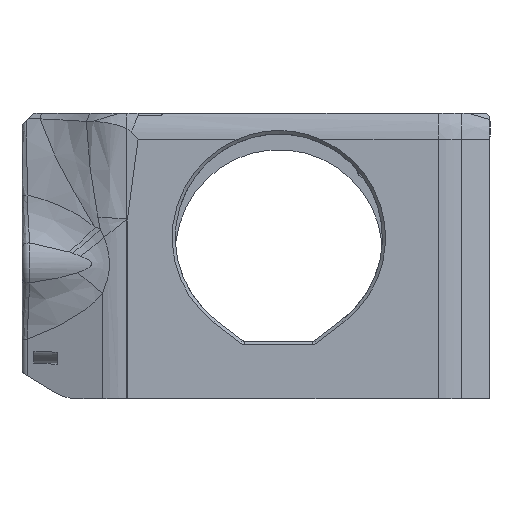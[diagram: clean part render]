
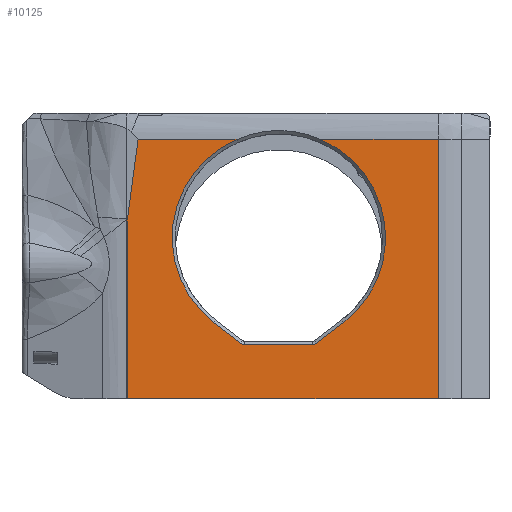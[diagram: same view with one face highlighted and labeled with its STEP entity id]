
A CAD part, left-side view. The second image highlights one B-rep face of the part: STEP entity #10125.
In plain terms, the highlighted planar face has unit normal (-1, 0, 0).
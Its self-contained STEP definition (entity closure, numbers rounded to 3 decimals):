
#470=B_SPLINE_CURVE_WITH_KNOTS('',3,(#18876,#18877,#18878,#18879,#18880,
#18881,#18882,#18883,#18884,#18885,#18886,#18887,#18888,#18889,#18890,#18891,
#18892,#18893,#18894,#18895,#18896,#18897),.UNSPECIFIED.,.F.,.F.,(4,3,3,
3,3,3,3,4),(0.004,0.008,0.009,
0.009,0.011,0.012,0.012,
0.015),.UNSPECIFIED.);
#1509=CIRCLE('',#10990,13.65);
#1511=CIRCLE('',#10994,0.8);
#1513=CIRCLE('',#10998,0.8);
#1516=CIRCLE('',#11003,13.65);
#2147=FACE_OUTER_BOUND('',#2795,.T.);
#2795=EDGE_LOOP('',(#8908,#8909,#8910,#8911,#8912,#8913,#8914,#8915,#8916,
#8917,#8918,#8919,#8920));
#3101=LINE('',#18794,#3573);
#3213=LINE('',#37426,#3685);
#3217=LINE('',#37438,#3689);
#3223=LINE('',#37453,#3695);
#3266=LINE('',#37651,#3738);
#3267=LINE('',#37652,#3739);
#3269=LINE('',#37683,#3741);
#3270=LINE('',#37684,#3742);
#3573=VECTOR('',#12289,1000.);
#3685=VECTOR('',#13059,1000.);
#3689=VECTOR('',#13071,1000.);
#3695=VECTOR('',#13085,1000.);
#3738=VECTOR('',#13206,1000.);
#3739=VECTOR('',#13207,1000.);
#3741=VECTOR('',#13215,1000.);
#3742=VECTOR('',#13216,1000.);
#4227=VERTEX_POINT('',#18791);
#4228=VERTEX_POINT('',#18793);
#4230=VERTEX_POINT('',#18875);
#4657=VERTEX_POINT('',#37382);
#4660=VERTEX_POINT('',#37400);
#4661=VERTEX_POINT('',#37419);
#4663=VERTEX_POINT('',#37425);
#4665=VERTEX_POINT('',#37431);
#4667=VERTEX_POINT('',#37437);
#4669=VERTEX_POINT('',#37443);
#4671=VERTEX_POINT('',#37449);
#4711=VERTEX_POINT('',#37645);
#4714=VERTEX_POINT('',#37682);
#5386=EDGE_CURVE('',#4227,#4228,#3101,.T.);
#5392=EDGE_CURVE('',#4230,#4228,#470,.T.);
#6106=EDGE_CURVE('',#4661,#4657,#1509,.T.);
#6109=EDGE_CURVE('',#4663,#4661,#3213,.T.);
#6112=EDGE_CURVE('',#4665,#4663,#1511,.T.);
#6115=EDGE_CURVE('',#4667,#4665,#3217,.T.);
#6118=EDGE_CURVE('',#4669,#4667,#1513,.T.);
#6123=EDGE_CURVE('',#4671,#4669,#3223,.T.);
#6125=EDGE_CURVE('',#4660,#4671,#1516,.T.);
#6190=EDGE_CURVE('',#4657,#4230,#3266,.T.);
#6191=EDGE_CURVE('',#4711,#4660,#3267,.T.);
#6196=EDGE_CURVE('',#4714,#4227,#3269,.T.);
#6197=EDGE_CURVE('',#4714,#4711,#3270,.T.);
#8908=ORIENTED_EDGE('',*,*,#6190,.T.);
#8909=ORIENTED_EDGE('',*,*,#5392,.T.);
#8910=ORIENTED_EDGE('',*,*,#5386,.F.);
#8911=ORIENTED_EDGE('',*,*,#6196,.F.);
#8912=ORIENTED_EDGE('',*,*,#6197,.T.);
#8913=ORIENTED_EDGE('',*,*,#6191,.T.);
#8914=ORIENTED_EDGE('',*,*,#6125,.T.);
#8915=ORIENTED_EDGE('',*,*,#6123,.T.);
#8916=ORIENTED_EDGE('',*,*,#6118,.T.);
#8917=ORIENTED_EDGE('',*,*,#6115,.T.);
#8918=ORIENTED_EDGE('',*,*,#6112,.T.);
#8919=ORIENTED_EDGE('',*,*,#6109,.T.);
#8920=ORIENTED_EDGE('',*,*,#6106,.T.);
#9552=PLANE('',#11042);
#10125=ADVANCED_FACE('',(#2147),#9552,.F.);
#10990=AXIS2_PLACEMENT_3D('',#37420,#13052,#13053);
#10994=AXIS2_PLACEMENT_3D('',#37432,#13064,#13065);
#10998=AXIS2_PLACEMENT_3D('',#37444,#13076,#13077);
#11003=AXIS2_PLACEMENT_3D('',#37456,#13090,#13091);
#11042=AXIS2_PLACEMENT_3D('',#37681,#13213,#13214);
#12289=DIRECTION('',(0.,0.,1.));
#13052=DIRECTION('center_axis',(1.,0.,0.));
#13053=DIRECTION('ref_axis',(0.,1.,0.));
#13059=DIRECTION('',(0.,0.793,0.609));
#13064=DIRECTION('center_axis',(1.,0.,0.));
#13065=DIRECTION('ref_axis',(0.,1.,0.));
#13071=DIRECTION('',(0.,1.,0.));
#13076=DIRECTION('center_axis',(1.,0.,0.));
#13077=DIRECTION('ref_axis',(0.,1.,0.));
#13085=DIRECTION('',(0.,0.793,-0.609));
#13090=DIRECTION('center_axis',(1.,0.,0.));
#13091=DIRECTION('ref_axis',(0.,1.,0.));
#13206=DIRECTION('',(0.,1.,0.));
#13207=DIRECTION('',(0.,1.,0.));
#13213=DIRECTION('center_axis',(1.,0.,0.));
#13214=DIRECTION('ref_axis',(0.,1.,0.));
#13215=DIRECTION('',(0.,1.,0.));
#13216=DIRECTION('',(0.,0.,1.));
#18791=CARTESIAN_POINT('',(-26.5,-13.491,-19.957));
#18793=CARTESIAN_POINT('',(-26.5,-13.491,3.02));
#18794=CARTESIAN_POINT('',(-26.5,-13.491,-17.667));
#18875=CARTESIAN_POINT('',(-26.5,-14.844,13.189));
#18876=CARTESIAN_POINT('Ctrl Pts',(-26.5,-14.844,13.189));
#18877=CARTESIAN_POINT('Ctrl Pts',(-26.5,-14.646,12.111));
#18878=CARTESIAN_POINT('Ctrl Pts',(-26.5,-14.464,
11.03));
#18879=CARTESIAN_POINT('Ctrl Pts',(-26.5,-14.297,
9.947));
#18880=CARTESIAN_POINT('Ctrl Pts',(-26.5,-14.239,9.576));
#18881=CARTESIAN_POINT('Ctrl Pts',(-26.5,-14.184,9.204));
#18882=CARTESIAN_POINT('Ctrl Pts',(-26.5,-14.131,
8.832));
#18883=CARTESIAN_POINT('Ctrl Pts',(-26.5,-14.097,8.596));
#18884=CARTESIAN_POINT('Ctrl Pts',(-26.5,-14.063,
8.36));
#18885=CARTESIAN_POINT('Ctrl Pts',(-26.5,-14.031,
8.124));
#18886=CARTESIAN_POINT('Ctrl Pts',(-26.5,-13.949,7.523));
#18887=CARTESIAN_POINT('Ctrl Pts',(-26.5,-13.871,
6.921));
#18888=CARTESIAN_POINT('Ctrl Pts',(-26.5,-13.801,6.318));
#18889=CARTESIAN_POINT('Ctrl Pts',(-26.5,-13.786,
6.19));
#18890=CARTESIAN_POINT('Ctrl Pts',(-26.5,-13.771,
6.062));
#18891=CARTESIAN_POINT('Ctrl Pts',(-26.5,-13.756,
5.934));
#18892=CARTESIAN_POINT('Ctrl Pts',(-26.5,-13.743,5.816));
#18893=CARTESIAN_POINT('Ctrl Pts',(-26.5,-13.73,5.697));
#18894=CARTESIAN_POINT('Ctrl Pts',(-26.5,-13.717,
5.579));
#18895=CARTESIAN_POINT('Ctrl Pts',(-26.5,-13.625,
4.728));
#18896=CARTESIAN_POINT('Ctrl Pts',(-26.5,-13.547,3.876));
#18897=CARTESIAN_POINT('Ctrl Pts',(-26.5,-13.491,3.02));
#37382=CARTESIAN_POINT('',(-26.5,-27.497,13.189));
#37400=CARTESIAN_POINT('',(-26.5,-38.203,13.189));
#37419=CARTESIAN_POINT('',(-26.5,-24.54,-10.197));
#37420=CARTESIAN_POINT('Origin',(-26.5,-32.85,0.633));
#37425=CARTESIAN_POINT('',(-26.5,-28.001,-12.852));
#37426=CARTESIAN_POINT('',(-26.5,-5.146,4.686));
#37431=CARTESIAN_POINT('',(-26.5,-28.488,-13.017));
#37432=CARTESIAN_POINT('Origin',(-26.5,-28.488,-12.217));
#37437=CARTESIAN_POINT('',(-26.5,-37.212,-13.017));
#37438=CARTESIAN_POINT('',(-26.5,-14.85,-13.017));
#37443=CARTESIAN_POINT('',(-26.5,-37.699,-12.852));
#37444=CARTESIAN_POINT('Origin',(-26.5,-37.212,-12.217));
#37449=CARTESIAN_POINT('',(-26.5,-41.16,-10.197));
#37453=CARTESIAN_POINT('',(-26.5,-37.896,-12.701));
#37456=CARTESIAN_POINT('Origin',(-26.5,-32.85,0.633));
#37645=CARTESIAN_POINT('',(-26.5,-53.242,13.189));
#37651=CARTESIAN_POINT('',(-26.5,-18.259,13.189));
#37652=CARTESIAN_POINT('',(-26.5,-18.259,13.189));
#37681=CARTESIAN_POINT('Origin',(-26.5,-14.85,17.333));
#37682=CARTESIAN_POINT('',(-26.5,-53.242,-19.957));
#37683=CARTESIAN_POINT('',(-26.5,-53.242,-19.957));
#37684=CARTESIAN_POINT('',(-26.5,-53.242,13.189));
